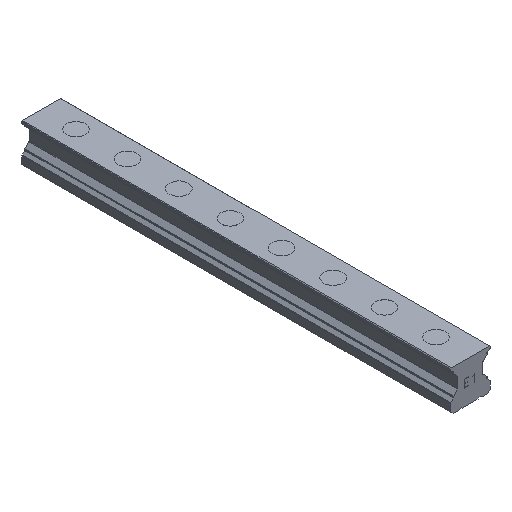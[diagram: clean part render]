
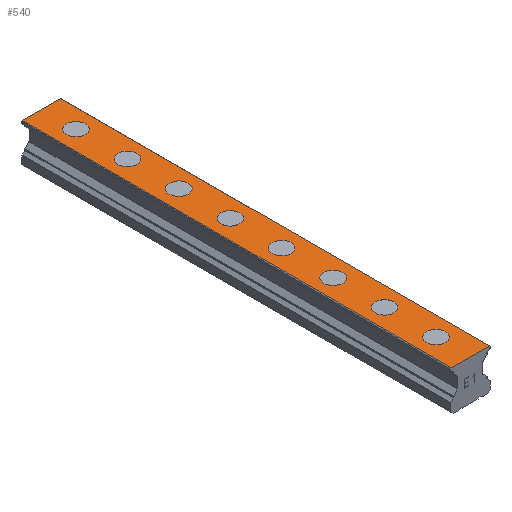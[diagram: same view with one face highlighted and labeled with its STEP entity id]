
A CAD part, isometric view. The second image highlights one B-rep face of the part: STEP entity #540.
In plain terms, the highlighted planar face has unit normal (0, 0, 1).
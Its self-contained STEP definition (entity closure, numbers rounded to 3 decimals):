
#540=ADVANCED_FACE('',(#1119,#1120,#1121,#1122,#1123,#1124,#1125,#1126,#1127),#1128,.T.);
#1119=FACE_BOUND('',#1722,.T.);
#1120=FACE_BOUND('',#1723,.T.);
#1121=FACE_BOUND('',#1724,.T.);
#1122=FACE_BOUND('',#1725,.T.);
#1123=FACE_BOUND('',#1726,.T.);
#1124=FACE_BOUND('',#1727,.T.);
#1125=FACE_BOUND('',#1728,.T.);
#1126=FACE_BOUND('',#1729,.T.);
#1127=FACE_OUTER_BOUND('',#1730,.T.);
#1128=PLANE('',#1731);
#1722=EDGE_LOOP('',(#3296,#3297));
#1723=EDGE_LOOP('',(#3298,#3299));
#1724=EDGE_LOOP('',(#3300,#3301));
#1725=EDGE_LOOP('',(#3302,#3303));
#1726=EDGE_LOOP('',(#3304,#3305));
#1727=EDGE_LOOP('',(#3306,#3307));
#1728=EDGE_LOOP('',(#3308,#3309));
#1729=EDGE_LOOP('',(#3310,#3311));
#1730=EDGE_LOOP('',(#3312,#3313,#3314,#3315));
#1731=AXIS2_PLACEMENT_3D('',#3316,#3317,#3318);
#3296=ORIENTED_EDGE('',*,*,#3597,.T.);
#3297=ORIENTED_EDGE('',*,*,#4035,.T.);
#3298=ORIENTED_EDGE('',*,*,#3587,.T.);
#3299=ORIENTED_EDGE('',*,*,#4041,.T.);
#3300=ORIENTED_EDGE('',*,*,#3577,.T.);
#3301=ORIENTED_EDGE('',*,*,#4047,.T.);
#3302=ORIENTED_EDGE('',*,*,#3567,.T.);
#3303=ORIENTED_EDGE('',*,*,#4053,.T.);
#3304=ORIENTED_EDGE('',*,*,#3557,.T.);
#3305=ORIENTED_EDGE('',*,*,#4059,.T.);
#3306=ORIENTED_EDGE('',*,*,#3547,.T.);
#3307=ORIENTED_EDGE('',*,*,#4065,.T.);
#3308=ORIENTED_EDGE('',*,*,#3537,.T.);
#3309=ORIENTED_EDGE('',*,*,#4071,.T.);
#3310=ORIENTED_EDGE('',*,*,#3527,.T.);
#3311=ORIENTED_EDGE('',*,*,#4077,.T.);
#3312=ORIENTED_EDGE('',*,*,#4008,.T.);
#3313=ORIENTED_EDGE('',*,*,#4136,.F.);
#3314=ORIENTED_EDGE('',*,*,#3869,.T.);
#3315=ORIENTED_EDGE('',*,*,#4134,.T.);
#3316=CARTESIAN_POINT('',(0.,250.0,23.6));
#3317=DIRECTION('',(0.0,0.0,1.0));
#3318=DIRECTION('',(-1.0,0.0,0.0));
#3527=EDGE_CURVE('',#4200,#4197,#4201,.T.);
#3537=EDGE_CURVE('',#4218,#4215,#4219,.T.);
#3547=EDGE_CURVE('',#4236,#4233,#4237,.T.);
#3557=EDGE_CURVE('',#4254,#4251,#4255,.T.);
#3567=EDGE_CURVE('',#4272,#4269,#4273,.T.);
#3577=EDGE_CURVE('',#4290,#4287,#4291,.T.);
#3587=EDGE_CURVE('',#4308,#4305,#4309,.T.);
#3597=EDGE_CURVE('',#4326,#4323,#4327,.T.);
#3869=EDGE_CURVE('',#4735,#4733,#4736,.T.);
#4008=EDGE_CURVE('',#4968,#4966,#4969,.T.);
#4035=EDGE_CURVE('',#4323,#4326,#5020,.T.);
#4041=EDGE_CURVE('',#4305,#4308,#5026,.T.);
#4047=EDGE_CURVE('',#4287,#4290,#5032,.T.);
#4053=EDGE_CURVE('',#4269,#4272,#5038,.T.);
#4059=EDGE_CURVE('',#4251,#4254,#5044,.T.);
#4065=EDGE_CURVE('',#4233,#4236,#5050,.T.);
#4071=EDGE_CURVE('',#4215,#4218,#5056,.T.);
#4077=EDGE_CURVE('',#4197,#4200,#5062,.T.);
#4134=EDGE_CURVE('',#4733,#4968,#5119,.T.);
#4136=EDGE_CURVE('',#4735,#4966,#5121,.T.);
#4197=VERTEX_POINT('',#5184);
#4200=VERTEX_POINT('',#5188);
#4201=CIRCLE('',#5189,5.5);
#4215=VERTEX_POINT('',#5206);
#4218=VERTEX_POINT('',#5210);
#4219=CIRCLE('',#5211,5.5);
#4233=VERTEX_POINT('',#5228);
#4236=VERTEX_POINT('',#5232);
#4237=CIRCLE('',#5233,5.5);
#4251=VERTEX_POINT('',#5250);
#4254=VERTEX_POINT('',#5254);
#4255=CIRCLE('',#5255,5.5);
#4269=VERTEX_POINT('',#5272);
#4272=VERTEX_POINT('',#5276);
#4273=CIRCLE('',#5277,5.5);
#4287=VERTEX_POINT('',#5294);
#4290=VERTEX_POINT('',#5298);
#4291=CIRCLE('',#5299,5.5);
#4305=VERTEX_POINT('',#5316);
#4308=VERTEX_POINT('',#5320);
#4309=CIRCLE('',#5321,5.5);
#4323=VERTEX_POINT('',#5338);
#4326=VERTEX_POINT('',#5342);
#4327=CIRCLE('',#5343,5.5);
#4733=VERTEX_POINT('',#5896);
#4735=VERTEX_POINT('',#5899);
#4736=LINE('',#5900,#5901);
#4966=VERTEX_POINT('',#6226);
#4968=VERTEX_POINT('',#6229);
#4969=LINE('',#6230,#6231);
#5020=CIRCLE('',#6298,5.5);
#5026=CIRCLE('',#6304,5.5);
#5032=CIRCLE('',#6310,5.5);
#5038=CIRCLE('',#6316,5.5);
#5044=CIRCLE('',#6322,5.5);
#5050=CIRCLE('',#6328,5.5);
#5056=CIRCLE('',#6334,5.5);
#5062=CIRCLE('',#6340,5.5);
#5119=LINE('',#6423,#6424);
#5121=LINE('',#6426,#6427);
#5184=CARTESIAN_POINT('',(5.5,20.0,23.6));
#5188=CARTESIAN_POINT('',(-5.5,20.0,23.6));
#5189=AXIS2_PLACEMENT_3D('',#6511,#6512,#6513);
#5206=CARTESIAN_POINT('',(5.5,50.0,23.6));
#5210=CARTESIAN_POINT('',(-5.5,50.0,23.6));
#5211=AXIS2_PLACEMENT_3D('',#6527,#6528,#6529);
#5228=CARTESIAN_POINT('',(5.5,80.0,23.6));
#5232=CARTESIAN_POINT('',(-5.5,80.0,23.6));
#5233=AXIS2_PLACEMENT_3D('',#6543,#6544,#6545);
#5250=CARTESIAN_POINT('',(5.5,110.0,23.6));
#5254=CARTESIAN_POINT('',(-5.5,110.0,23.6));
#5255=AXIS2_PLACEMENT_3D('',#6559,#6560,#6561);
#5272=CARTESIAN_POINT('',(5.5,140.0,23.6));
#5276=CARTESIAN_POINT('',(-5.5,140.0,23.6));
#5277=AXIS2_PLACEMENT_3D('',#6575,#6576,#6577);
#5294=CARTESIAN_POINT('',(5.5,170.0,23.6));
#5298=CARTESIAN_POINT('',(-5.5,170.0,23.6));
#5299=AXIS2_PLACEMENT_3D('',#6591,#6592,#6593);
#5316=CARTESIAN_POINT('',(5.5,200.0,23.6));
#5320=CARTESIAN_POINT('',(-5.5,200.0,23.6));
#5321=AXIS2_PLACEMENT_3D('',#6607,#6608,#6609);
#5338=CARTESIAN_POINT('',(5.5,230.0,23.6));
#5342=CARTESIAN_POINT('',(-5.5,230.0,23.6));
#5343=AXIS2_PLACEMENT_3D('',#6623,#6624,#6625);
#5896=CARTESIAN_POINT('',(-11.1,250.0,23.6));
#5899=CARTESIAN_POINT('',(11.1,250.0,23.6));
#5900=CARTESIAN_POINT('',(11.1,250.0,23.6));
#5901=VECTOR('',#6924,1.0);
#6226=CARTESIAN_POINT('',(11.1,0.0,23.6));
#6229=CARTESIAN_POINT('',(-11.1,0.0,23.6));
#6230=CARTESIAN_POINT('',(11.1,0.0,23.6));
#6231=VECTOR('',#7075,1.0);
#6298=AXIS2_PLACEMENT_3D('',#7119,#7120,#7121);
#6304=AXIS2_PLACEMENT_3D('',#7128,#7129,#7130);
#6310=AXIS2_PLACEMENT_3D('',#7137,#7138,#7139);
#6316=AXIS2_PLACEMENT_3D('',#7146,#7147,#7148);
#6322=AXIS2_PLACEMENT_3D('',#7155,#7156,#7157);
#6328=AXIS2_PLACEMENT_3D('',#7164,#7165,#7166);
#6334=AXIS2_PLACEMENT_3D('',#7173,#7174,#7175);
#6340=AXIS2_PLACEMENT_3D('',#7182,#7183,#7184);
#6423=CARTESIAN_POINT('',(-11.1,250.0,23.6));
#6424=VECTOR('',#7217,1.0);
#6426=CARTESIAN_POINT('',(11.1,250.0,23.6));
#6427=VECTOR('',#7218,1.0);
#6511=CARTESIAN_POINT('',(0.0,20.0,23.6));
#6512=DIRECTION('',(0.0,0.0,-1.0));
#6513=DIRECTION('',(1.0,0.0,0.0));
#6527=CARTESIAN_POINT('',(0.0,50.0,23.6));
#6528=DIRECTION('',(0.0,0.0,-1.0));
#6529=DIRECTION('',(1.0,0.0,0.0));
#6543=CARTESIAN_POINT('',(0.0,80.0,23.6));
#6544=DIRECTION('',(0.0,0.0,-1.0));
#6545=DIRECTION('',(1.0,0.0,0.0));
#6559=CARTESIAN_POINT('',(0.0,110.0,23.6));
#6560=DIRECTION('',(0.0,0.0,-1.0));
#6561=DIRECTION('',(1.0,0.0,0.0));
#6575=CARTESIAN_POINT('',(0.0,140.0,23.6));
#6576=DIRECTION('',(0.0,0.0,-1.0));
#6577=DIRECTION('',(1.0,0.0,0.0));
#6591=CARTESIAN_POINT('',(0.0,170.0,23.6));
#6592=DIRECTION('',(0.0,0.0,-1.0));
#6593=DIRECTION('',(1.0,0.0,0.0));
#6607=CARTESIAN_POINT('',(0.0,200.0,23.6));
#6608=DIRECTION('',(0.0,0.0,-1.0));
#6609=DIRECTION('',(1.0,0.0,0.0));
#6623=CARTESIAN_POINT('',(0.0,230.0,23.6));
#6624=DIRECTION('',(0.0,0.0,-1.0));
#6625=DIRECTION('',(1.0,0.0,0.0));
#6924=DIRECTION('',(-1.0,0.0,0.0));
#7075=DIRECTION('',(1.0,0.0,0.0));
#7119=CARTESIAN_POINT('',(0.0,230.0,23.6));
#7120=DIRECTION('',(0.0,0.0,-1.0));
#7121=DIRECTION('',(1.0,0.0,0.0));
#7128=CARTESIAN_POINT('',(0.0,200.0,23.6));
#7129=DIRECTION('',(0.0,0.0,-1.0));
#7130=DIRECTION('',(1.0,0.0,0.0));
#7137=CARTESIAN_POINT('',(0.0,170.0,23.6));
#7138=DIRECTION('',(0.0,0.0,-1.0));
#7139=DIRECTION('',(1.0,0.0,0.0));
#7146=CARTESIAN_POINT('',(0.0,140.0,23.6));
#7147=DIRECTION('',(0.0,0.0,-1.0));
#7148=DIRECTION('',(1.0,0.0,0.0));
#7155=CARTESIAN_POINT('',(0.0,110.0,23.6));
#7156=DIRECTION('',(0.0,0.0,-1.0));
#7157=DIRECTION('',(1.0,0.0,0.0));
#7164=CARTESIAN_POINT('',(0.0,80.0,23.6));
#7165=DIRECTION('',(0.0,0.0,-1.0));
#7166=DIRECTION('',(1.0,0.0,0.0));
#7173=CARTESIAN_POINT('',(0.0,50.0,23.6));
#7174=DIRECTION('',(0.0,0.0,-1.0));
#7175=DIRECTION('',(1.0,0.0,0.0));
#7182=CARTESIAN_POINT('',(0.0,20.0,23.6));
#7183=DIRECTION('',(0.0,0.0,-1.0));
#7184=DIRECTION('',(1.0,0.0,0.0));
#7217=DIRECTION('',(0.0,-1.0,0.0));
#7218=DIRECTION('',(0.0,-1.0,0.0));
